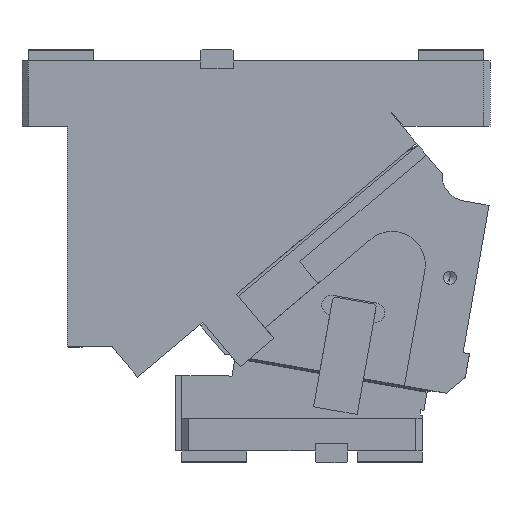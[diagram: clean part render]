
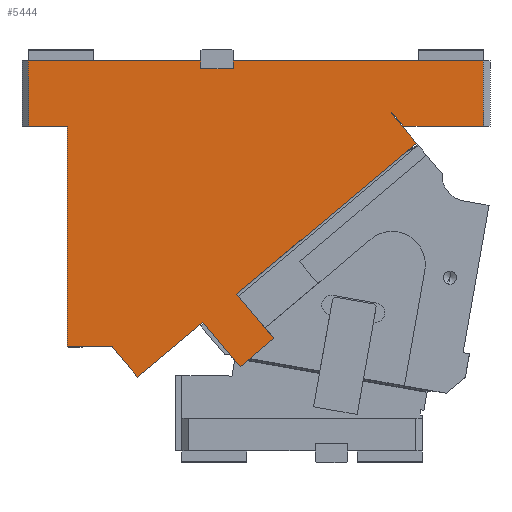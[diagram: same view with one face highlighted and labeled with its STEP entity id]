
A CAD part, front view. The second image highlights one B-rep face of the part: STEP entity #5444.
In plain terms, the highlighted planar face has unit normal (0, -1, 0).
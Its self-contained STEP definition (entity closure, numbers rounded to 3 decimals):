
#61=CARTESIAN_POINT('Vertex',(165.172,-100.,-179.25)) ;
#66=CARTESIAN_POINT('Line Origine',(179.474,-100.,-196.295)) ;
#70=CARTESIAN_POINT('Vertex',(193.776,-100.,-213.339)) ;
#119=CARTESIAN_POINT('Vertex',(167.731,-100.,-235.194)) ;
#127=CARTESIAN_POINT('Line Origine',(180.753,-100.,-224.266)) ;
#150=CARTESIAN_POINT('Vertex',(88.951,-100.,-243.207)) ;
#241=CARTESIAN_POINT('Vertex',(303.443,-100.,-63.227)) ;
#244=CARTESIAN_POINT('Line Origine',(234.308,-100.,-121.239)) ;
#260=CARTESIAN_POINT('Vertex',(139.127,-100.,-201.105)) ;
#263=CARTESIAN_POINT('Line Origine',(114.039,-100.,-222.156)) ;
#365=CARTESIAN_POINT('Vertex',(69.667,-100.,-220.226)) ;
#373=CARTESIAN_POINT('Line Origine',(79.309,-100.,-231.717)) ;
#405=CARTESIAN_POINT('Line Origine',(69.802,-100.,-220.113)) ;
#409=CARTESIAN_POINT('Vertex',(69.937,-100.,-220.)) ;
#708=CARTESIAN_POINT('Vertex',(35.,-100.,-220.)) ;
#711=CARTESIAN_POINT('Line Origine',(35.,-100.,-135.)) ;
#715=CARTESIAN_POINT('Vertex',(35.,-100.,-50.)) ;
#748=CARTESIAN_POINT('Line Origine',(20.,-100.,-50.)) ;
#752=CARTESIAN_POINT('Vertex',(5.,-100.,-50.)) ;
#874=CARTESIAN_POINT('Line Origine',(5.,-100.,-25.)) ;
#878=CARTESIAN_POINT('Vertex',(5.,-100.,0.)) ;
#909=CARTESIAN_POINT('Vertex',(137.5,-100.,0.)) ;
#914=CARTESIAN_POINT('Line Origine',(137.5,-100.,-3.)) ;
#918=CARTESIAN_POINT('Vertex',(137.5,-100.,-6.)) ;
#958=CARTESIAN_POINT('Vertex',(162.5,-100.,-6.)) ;
#961=CARTESIAN_POINT('Line Origine',(162.5,-100.,-3.)) ;
#965=CARTESIAN_POINT('Vertex',(162.5,-100.,0.)) ;
#989=CARTESIAN_POINT('Vertex',(355.,-100.,0.)) ;
#994=CARTESIAN_POINT('Line Origine',(355.,-100.,-25.)) ;
#998=CARTESIAN_POINT('Vertex',(355.,-100.,-50.)) ;
#1036=CARTESIAN_POINT('Vertex',(284.16,-100.,-40.246)) ;
#1039=CARTESIAN_POINT('Line Origine',(293.801,-100.,-51.736)) ;
#5151=CARTESIAN_POINT('Vertex',(284.543,-100.,-39.924)) ;
#5154=CARTESIAN_POINT('Line Origine',(284.351,-100.,-40.085)) ;
#5177=CARTESIAN_POINT('Line Origine',(288.77,-100.,-44.962)) ;
#5181=CARTESIAN_POINT('Vertex',(292.997,-100.,-50.)) ;
#5201=CARTESIAN_POINT('Line Origine',(323.999,-100.,-50.)) ;
#5232=CARTESIAN_POINT('Line Origine',(258.75,-100.,0.)) ;
#5292=CARTESIAN_POINT('Line Origine',(150.,-100.,-6.)) ;
#5309=CARTESIAN_POINT('Line Origine',(71.25,-100.,0.)) ;
#5383=CARTESIAN_POINT('Line Origine',(52.468,-100.,-220.)) ;
#5402=CARTESIAN_POINT('Line Origine',(153.429,-100.,-218.149)) ;
#5416=CARTESIAN_POINT('Axis2P3D Location',(0.,-100.,0.)) ;
#67=DIRECTION('Vector Direction',(-0.643,0.,0.766)) ;
#128=DIRECTION('Vector Direction',(0.766,0.,0.643)) ;
#245=DIRECTION('Vector Direction',(-0.766,0.,-0.643)) ;
#264=DIRECTION('Vector Direction',(-0.766,0.,-0.643)) ;
#374=DIRECTION('Vector Direction',(-0.643,0.,0.766)) ;
#406=DIRECTION('Vector Direction',(0.766,0.,0.643)) ;
#712=DIRECTION('Vector Direction',(0.,0.,-1.)) ;
#749=DIRECTION('Vector Direction',(1.,0.,0.)) ;
#875=DIRECTION('Vector Direction',(0.,0.,-1.)) ;
#915=DIRECTION('Vector Direction',(0.,0.,1.)) ;
#962=DIRECTION('Vector Direction',(0.,0.,-1.)) ;
#995=DIRECTION('Vector Direction',(0.,0.,1.)) ;
#1040=DIRECTION('Vector Direction',(0.643,0.,-0.766)) ;
#5155=DIRECTION('Vector Direction',(-0.766,0.,-0.643)) ;
#5178=DIRECTION('Vector Direction',(-0.643,0.,0.766)) ;
#5202=DIRECTION('Vector Direction',(-1.,0.,0.)) ;
#5233=DIRECTION('Vector Direction',(1.,0.,0.)) ;
#5293=DIRECTION('Vector Direction',(1.,0.,0.)) ;
#5310=DIRECTION('Vector Direction',(1.,0.,0.)) ;
#5384=DIRECTION('Vector Direction',(-1.,0.,0.)) ;
#5403=DIRECTION('Vector Direction',(-0.643,0.,0.766)) ;
#5417=DIRECTION('Axis2P3D Direction',(0.,1.,0.)) ;
#5418=DIRECTION('Axis2P3D XDirection',(0.,0.,1.)) ;
#5419=AXIS2_PLACEMENT_3D('Plane Axis2P3D',#5416,#5417,#5418) ;
#5422=ORIENTED_EDGE('',*,*,#248,.T.) ;
#5423=ORIENTED_EDGE('',*,*,#1043,.T.) ;
#5424=ORIENTED_EDGE('',*,*,#5158,.F.) ;
#5425=ORIENTED_EDGE('',*,*,#5183,.F.) ;
#5426=ORIENTED_EDGE('',*,*,#5205,.F.) ;
#5427=ORIENTED_EDGE('',*,*,#1000,.T.) ;
#5428=ORIENTED_EDGE('',*,*,#5236,.F.) ;
#5429=ORIENTED_EDGE('',*,*,#967,.T.) ;
#5430=ORIENTED_EDGE('',*,*,#5296,.F.) ;
#5431=ORIENTED_EDGE('',*,*,#920,.T.) ;
#5432=ORIENTED_EDGE('',*,*,#5313,.F.) ;
#5433=ORIENTED_EDGE('',*,*,#880,.T.) ;
#5434=ORIENTED_EDGE('',*,*,#754,.T.) ;
#5435=ORIENTED_EDGE('',*,*,#717,.T.) ;
#5436=ORIENTED_EDGE('',*,*,#5387,.F.) ;
#5437=ORIENTED_EDGE('',*,*,#411,.T.) ;
#5438=ORIENTED_EDGE('',*,*,#377,.T.) ;
#5439=ORIENTED_EDGE('',*,*,#267,.T.) ;
#5440=ORIENTED_EDGE('',*,*,#5406,.F.) ;
#5441=ORIENTED_EDGE('',*,*,#131,.T.) ;
#5442=ORIENTED_EDGE('',*,*,#72,.T.) ;
#68=VECTOR('Line Direction',#67,1.) ;
#129=VECTOR('Line Direction',#128,1.) ;
#246=VECTOR('Line Direction',#245,1.) ;
#265=VECTOR('Line Direction',#264,1.) ;
#375=VECTOR('Line Direction',#374,1.) ;
#407=VECTOR('Line Direction',#406,1.) ;
#713=VECTOR('Line Direction',#712,1.) ;
#750=VECTOR('Line Direction',#749,1.) ;
#876=VECTOR('Line Direction',#875,1.) ;
#916=VECTOR('Line Direction',#915,1.) ;
#963=VECTOR('Line Direction',#962,1.) ;
#996=VECTOR('Line Direction',#995,1.) ;
#1041=VECTOR('Line Direction',#1040,1.) ;
#5156=VECTOR('Line Direction',#5155,1.) ;
#5179=VECTOR('Line Direction',#5178,1.) ;
#5203=VECTOR('Line Direction',#5202,1.) ;
#5234=VECTOR('Line Direction',#5233,1.) ;
#5294=VECTOR('Line Direction',#5293,1.) ;
#5311=VECTOR('Line Direction',#5310,1.) ;
#5385=VECTOR('Line Direction',#5384,1.) ;
#5404=VECTOR('Line Direction',#5403,1.) ;
#5444=ADVANCED_FACE('CAM HOLDER',(#5443),#5420,.F.) ;
#72=EDGE_CURVE('',#71,#62,#69,.T.) ;
#131=EDGE_CURVE('',#120,#71,#130,.T.) ;
#248=EDGE_CURVE('',#62,#242,#247,.F.) ;
#267=EDGE_CURVE('',#151,#261,#266,.F.) ;
#377=EDGE_CURVE('',#366,#151,#376,.F.) ;
#411=EDGE_CURVE('',#410,#366,#408,.F.) ;
#717=EDGE_CURVE('',#716,#709,#714,.T.) ;
#754=EDGE_CURVE('',#753,#716,#751,.T.) ;
#880=EDGE_CURVE('',#879,#753,#877,.T.) ;
#920=EDGE_CURVE('',#919,#910,#917,.T.) ;
#967=EDGE_CURVE('',#966,#959,#964,.T.) ;
#1000=EDGE_CURVE('',#999,#990,#997,.T.) ;
#1043=EDGE_CURVE('',#242,#1037,#1042,.F.) ;
#5158=EDGE_CURVE('',#5152,#1037,#5157,.T.) ;
#5183=EDGE_CURVE('',#5182,#5152,#5180,.T.) ;
#5205=EDGE_CURVE('',#999,#5182,#5204,.T.) ;
#5236=EDGE_CURVE('',#966,#990,#5235,.T.) ;
#5296=EDGE_CURVE('',#919,#959,#5295,.T.) ;
#5313=EDGE_CURVE('',#879,#910,#5312,.T.) ;
#5387=EDGE_CURVE('',#410,#709,#5386,.T.) ;
#5406=EDGE_CURVE('',#120,#261,#5405,.T.) ;
#5421=EDGE_LOOP('',(#5422,#5423,#5424,#5425,#5426,#5427,#5428,#5429,#5430,#5431,#5432,#5433,#5434,#5435,#5436,#5437,#5438,#5439,#5440,#5441,#5442)) ;
#5443=FACE_OUTER_BOUND('',#5421,.T.) ;
#69=LINE('Line',#66,#68) ;
#130=LINE('Line',#127,#129) ;
#247=LINE('Line',#244,#246) ;
#266=LINE('Line',#263,#265) ;
#376=LINE('Line',#373,#375) ;
#408=LINE('Line',#405,#407) ;
#714=LINE('Line',#711,#713) ;
#751=LINE('Line',#748,#750) ;
#877=LINE('Line',#874,#876) ;
#917=LINE('Line',#914,#916) ;
#964=LINE('Line',#961,#963) ;
#997=LINE('Line',#994,#996) ;
#1042=LINE('Line',#1039,#1041) ;
#5157=LINE('Line',#5154,#5156) ;
#5180=LINE('Line',#5177,#5179) ;
#5204=LINE('Line',#5201,#5203) ;
#5235=LINE('Line',#5232,#5234) ;
#5295=LINE('Line',#5292,#5294) ;
#5312=LINE('Line',#5309,#5311) ;
#5386=LINE('Line',#5383,#5385) ;
#5405=LINE('Line',#5402,#5404) ;
#5420=PLANE('Plane',#5419) ;
#62=VERTEX_POINT('',#61) ;
#71=VERTEX_POINT('',#70) ;
#120=VERTEX_POINT('',#119) ;
#151=VERTEX_POINT('',#150) ;
#242=VERTEX_POINT('',#241) ;
#261=VERTEX_POINT('',#260) ;
#366=VERTEX_POINT('',#365) ;
#410=VERTEX_POINT('',#409) ;
#709=VERTEX_POINT('',#708) ;
#716=VERTEX_POINT('',#715) ;
#753=VERTEX_POINT('',#752) ;
#879=VERTEX_POINT('',#878) ;
#910=VERTEX_POINT('',#909) ;
#919=VERTEX_POINT('',#918) ;
#959=VERTEX_POINT('',#958) ;
#966=VERTEX_POINT('',#965) ;
#990=VERTEX_POINT('',#989) ;
#999=VERTEX_POINT('',#998) ;
#1037=VERTEX_POINT('',#1036) ;
#5152=VERTEX_POINT('',#5151) ;
#5182=VERTEX_POINT('',#5181) ;
